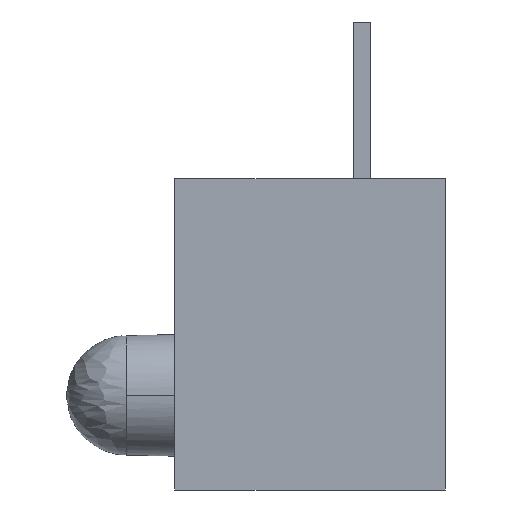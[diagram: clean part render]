
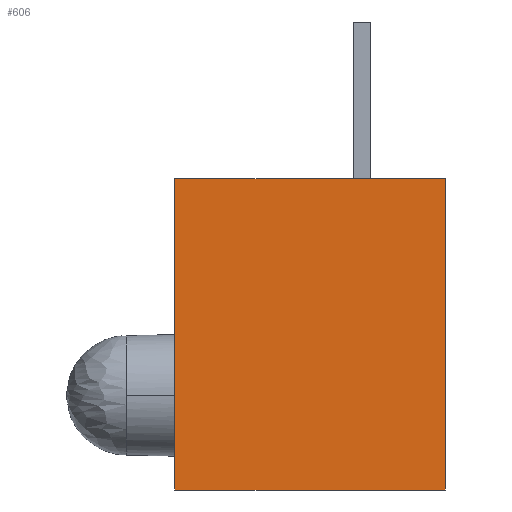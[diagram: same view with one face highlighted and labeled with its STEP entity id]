
A CAD part, left-side view. The second image highlights one B-rep face of the part: STEP entity #606.
In plain terms, the highlighted planar face has unit normal (-1, 0, 0).
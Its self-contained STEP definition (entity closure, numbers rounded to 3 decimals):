
#127 = CARTESIAN_POINT ( 'NONE',  ( -2.16, 6.35, -3.65 ) ) ;
#216 = CARTESIAN_POINT ( 'NONE',  ( -2.16, 6.35, 3.65 ) ) ;
#242 = ORIENTED_EDGE ( 'NONE', *, *, #914, .F. ) ;
#249 = VERTEX_POINT ( 'NONE', #216 ) ;
#251 = CARTESIAN_POINT ( 'NONE',  ( -2.16, 6.35, 0. ) ) ;
#306 = VECTOR ( 'NONE', #2024, 1000. ) ;
#311 = EDGE_CURVE ( 'NONE', #249, #2181, #967, .T. ) ;
#358 = CARTESIAN_POINT ( 'NONE',  ( -2.16, 6.35, 3.65 ) ) ;
#425 = DIRECTION ( 'NONE',  ( -1., 0., 0. ) ) ;
#468 = VERTEX_POINT ( 'NONE', #1183 ) ;
#509 = FACE_OUTER_BOUND ( 'NONE', #1362, .T. ) ;
#572 = AXIS2_PLACEMENT_3D ( 'NONE', #1938, #425, #1446 ) ;
#595 = CARTESIAN_POINT ( 'NONE',  ( -2.16, 0., 0. ) ) ;
#606 = ADVANCED_FACE ( 'NONE', ( #509 ), #1225, .T. ) ;
#697 = VERTEX_POINT ( 'NONE', #1664 ) ;
#742 = CARTESIAN_POINT ( 'NONE',  ( -2.16, 6.35, -3.65 ) ) ;
#854 = LINE ( 'NONE', #127, #1879 ) ;
#889 = LINE ( 'NONE', #358, #1206 ) ;
#899 = ORIENTED_EDGE ( 'NONE', *, *, #1572, .T. ) ;
#914 = EDGE_CURVE ( 'NONE', #249, #697, #889, .T. ) ;
#967 = LINE ( 'NONE', #251, #306 ) ;
#1183 = CARTESIAN_POINT ( 'NONE',  ( -2.16, 0., -3.65 ) ) ;
#1206 = VECTOR ( 'NONE', #1964, 1000. ) ;
#1225 = PLANE ( 'NONE',  #572 ) ;
#1311 = DIRECTION ( 'NONE',  ( 0., 0., -1. ) ) ;
#1319 = VECTOR ( 'NONE', #1311, 1000. ) ;
#1362 = EDGE_LOOP ( 'NONE', ( #1632, #242, #1373, #899 ) ) ;
#1373 = ORIENTED_EDGE ( 'NONE', *, *, #311, .T. ) ;
#1446 = DIRECTION ( 'NONE',  ( 0., 0., 1. ) ) ;
#1572 = EDGE_CURVE ( 'NONE', #2181, #468, #854, .T. ) ;
#1576 = DIRECTION ( 'NONE',  ( 0., -1., 0. ) ) ;
#1632 = ORIENTED_EDGE ( 'NONE', *, *, #1816, .F. ) ;
#1664 = CARTESIAN_POINT ( 'NONE',  ( -2.16, 0., 3.65 ) ) ;
#1689 = LINE ( 'NONE', #595, #1319 ) ;
#1816 = EDGE_CURVE ( 'NONE', #697, #468, #1689, .T. ) ;
#1879 = VECTOR ( 'NONE', #1576, 1000. ) ;
#1938 = CARTESIAN_POINT ( 'NONE',  ( -2.16, 6.35, 0. ) ) ;
#1964 = DIRECTION ( 'NONE',  ( 0., -1., 0. ) ) ;
#2024 = DIRECTION ( 'NONE',  ( 0., 0., -1. ) ) ;
#2181 = VERTEX_POINT ( 'NONE', #742 ) ;
